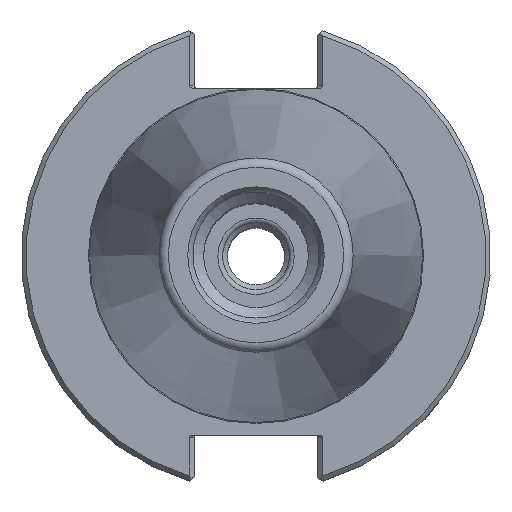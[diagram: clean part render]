
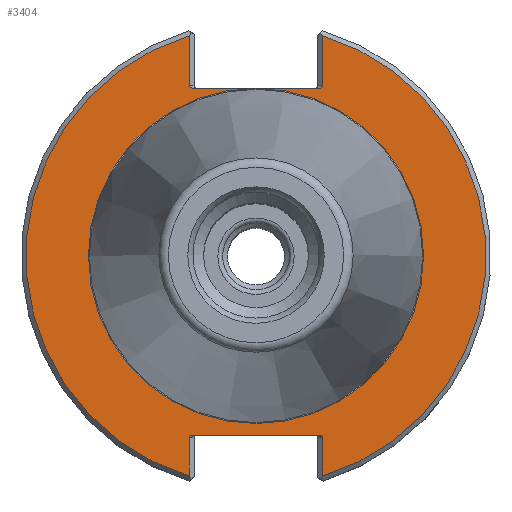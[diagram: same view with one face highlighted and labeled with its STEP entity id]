
A CAD part, top view. The second image highlights one B-rep face of the part: STEP entity #3404.
In plain terms, the highlighted planar face has unit normal (0, 0, 1).
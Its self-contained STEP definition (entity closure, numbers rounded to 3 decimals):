
#26=ELLIPSE('',#3604,0.707,0.5);
#27=ELLIPSE('',#3606,0.707,0.5);
#35=ELLIPSE('',#3634,0.707,0.5);
#36=ELLIPSE('',#3636,0.707,0.5);
#78=LINE('',#5088,#159);
#79=LINE('',#5097,#160);
#84=LINE('',#5116,#165);
#85=LINE('',#5125,#166);
#95=LINE('',#5159,#176);
#106=LINE('',#5206,#187);
#159=VECTOR('',#4050,1000.);
#160=VECTOR('',#4057,1000.);
#165=VECTOR('',#4072,1000.);
#166=VECTOR('',#4079,1000.);
#176=VECTOR('',#4105,1000.);
#187=VECTOR('',#4150,1000.);
#776=ORIENTED_EDGE('',*,*,#1145,.T.);
#777=ORIENTED_EDGE('',*,*,#1143,.T.);
#778=ORIENTED_EDGE('',*,*,#1139,.T.);
#779=ORIENTED_EDGE('',*,*,#1160,.F.);
#780=ORIENTED_EDGE('',*,*,#1137,.T.);
#781=ORIENTED_EDGE('',*,*,#1135,.T.);
#782=ORIENTED_EDGE('',*,*,#1133,.T.);
#783=ORIENTED_EDGE('',*,*,#1132,.T.);
#784=ORIENTED_EDGE('',*,*,#1179,.T.);
#785=ORIENTED_EDGE('',*,*,#1181,.F.);
#786=ORIENTED_EDGE('',*,*,#1182,.T.);
#787=ORIENTED_EDGE('',*,*,#1146,.T.);
#788=ORIENTED_EDGE('',*,*,#1129,.F.);
#1129=EDGE_CURVE('',#1384,#1384,#1536,.T.);
#1132=EDGE_CURVE('',#1385,#1386,#78,.T.);
#1133=EDGE_CURVE('',#1387,#1385,#1537,.T.);
#1135=EDGE_CURVE('',#1388,#1387,#79,.T.);
#1137=EDGE_CURVE('',#1389,#1388,#26,.F.);
#1139=EDGE_CURVE('',#1390,#1391,#27,.F.);
#1143=EDGE_CURVE('',#1392,#1390,#84,.T.);
#1145=EDGE_CURVE('',#1393,#1392,#1538,.T.);
#1146=EDGE_CURVE('',#1394,#1393,#85,.T.);
#1160=EDGE_CURVE('',#1389,#1391,#95,.T.);
#1179=EDGE_CURVE('',#1386,#1412,#35,.F.);
#1181=EDGE_CURVE('',#1413,#1412,#106,.T.);
#1182=EDGE_CURVE('',#1413,#1394,#36,.F.);
#1384=VERTEX_POINT('',#5079);
#1385=VERTEX_POINT('',#5085);
#1386=VERTEX_POINT('',#5087);
#1387=VERTEX_POINT('',#5091);
#1388=VERTEX_POINT('',#5098);
#1389=VERTEX_POINT('',#5102);
#1390=VERTEX_POINT('',#5106);
#1391=VERTEX_POINT('',#5107);
#1392=VERTEX_POINT('',#5115);
#1393=VERTEX_POINT('',#5122);
#1394=VERTEX_POINT('',#5126);
#1412=VERTEX_POINT('',#5203);
#1413=VERTEX_POINT('',#5207);
#1536=CIRCLE('',#3598,35.118);
#1537=CIRCLE('',#3601,48.21);
#1538=CIRCLE('',#3609,48.21);
#1726=EDGE_LOOP('',(#776,#777,#778,#779,#780,#781,#782,#783,#784,#785,#786,
#787));
#1727=EDGE_LOOP('',(#788));
#1984=FACE_BOUND('',#1726,.T.);
#1985=FACE_BOUND('',#1727,.T.);
#2151=PLANE('',#3635);
#3404=ADVANCED_FACE('',(#1984,#1985),#2151,.T.);
#3598=AXIS2_PLACEMENT_3D('',#5078,#4045,#4046);
#3601=AXIS2_PLACEMENT_3D('',#5090,#4053,#4054);
#3604=AXIS2_PLACEMENT_3D('',#5101,#4061,#4062);
#3606=AXIS2_PLACEMENT_3D('',#5105,#4066,#4067);
#3609=AXIS2_PLACEMENT_3D('',#5123,#4075,#4076);
#3634=AXIS2_PLACEMENT_3D('',#5202,#4145,#4146);
#3635=AXIS2_PLACEMENT_3D('',#5205,#4148,#4149);
#3636=AXIS2_PLACEMENT_3D('',#5208,#4151,#4152);
#4045=DIRECTION('',(0.,0.,1.));
#4046=DIRECTION('',(1.,0.,0.));
#4050=DIRECTION('',(0.,-1.,0.));
#4053=DIRECTION('',(0.,0.,1.));
#4054=DIRECTION('',(1.,0.,0.));
#4057=DIRECTION('',(0.,-1.,0.));
#4061=DIRECTION('',(0.,0.,1.));
#4062=DIRECTION('',(1.,0.,0.));
#4066=DIRECTION('',(0.,0.,1.));
#4067=DIRECTION('',(1.,0.,0.));
#4072=DIRECTION('',(0.,1.,0.));
#4075=DIRECTION('',(0.,0.,1.));
#4076=DIRECTION('',(1.,0.,0.));
#4079=DIRECTION('',(0.,1.,0.));
#4105=DIRECTION('',(-1.,0.,0.));
#4145=DIRECTION('',(0.,0.,1.));
#4146=DIRECTION('',(-1.,0.,0.));
#4148=DIRECTION('',(0.,0.,1.));
#4149=DIRECTION('',(1.,0.,0.));
#4150=DIRECTION('',(1.,0.,0.));
#4151=DIRECTION('',(0.,0.,1.));
#4152=DIRECTION('',(-1.,0.,0.));
#5078=CARTESIAN_POINT('',(0.,0.,-3.17));
#5079=CARTESIAN_POINT('',(35.118,0.,-3.17));
#5085=CARTESIAN_POINT('',(13.955,46.146,-3.17));
#5087=CARTESIAN_POINT('',(13.955,35.66,-3.17));
#5088=CARTESIAN_POINT('',(13.955,35.16,-3.17));
#5090=CARTESIAN_POINT('',(0.,0.,-3.17));
#5091=CARTESIAN_POINT('',(13.955,-46.146,-3.17));
#5097=CARTESIAN_POINT('',(13.955,-47.619,-3.17));
#5098=CARTESIAN_POINT('',(13.955,-38.07,-3.17));
#5101=CARTESIAN_POINT('',(13.248,-38.07,-3.17));
#5102=CARTESIAN_POINT('',(13.248,-37.57,-3.17));
#5105=CARTESIAN_POINT('',(-13.248,-38.07,-3.17));
#5106=CARTESIAN_POINT('',(-13.955,-38.07,-3.17));
#5107=CARTESIAN_POINT('',(-13.248,-37.57,-3.17));
#5115=CARTESIAN_POINT('',(-13.955,-46.146,-3.17));
#5116=CARTESIAN_POINT('',(-13.955,-37.57,-3.17));
#5122=CARTESIAN_POINT('',(-13.955,46.146,-3.17));
#5123=CARTESIAN_POINT('',(0.,0.,-3.17));
#5125=CARTESIAN_POINT('',(-13.955,47.619,-3.17));
#5126=CARTESIAN_POINT('',(-13.955,35.66,-3.17));
#5159=CARTESIAN_POINT('',(12.955,-37.57,-3.17));
#5202=CARTESIAN_POINT('',(13.248,35.66,-3.17));
#5203=CARTESIAN_POINT('',(13.248,35.16,-3.17));
#5205=CARTESIAN_POINT('',(35.118,0.,-3.17));
#5206=CARTESIAN_POINT('',(-12.955,35.16,-3.17));
#5207=CARTESIAN_POINT('',(-13.248,35.16,-3.17));
#5208=CARTESIAN_POINT('',(-13.248,35.66,-3.17));
